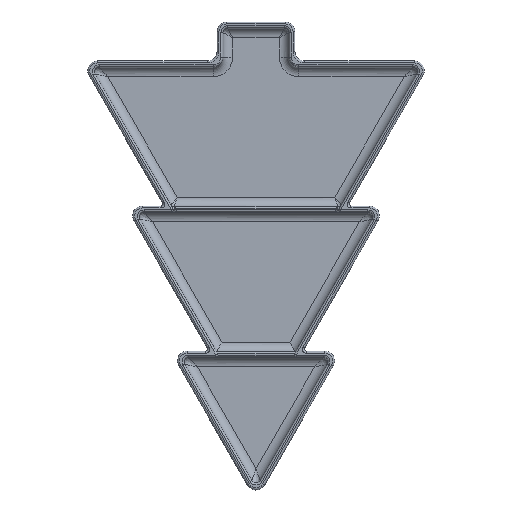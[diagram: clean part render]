
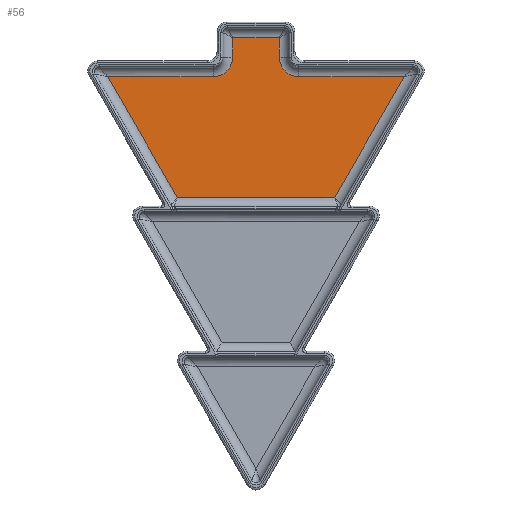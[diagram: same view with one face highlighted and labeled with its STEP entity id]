
A CAD part, top view. The second image highlights one B-rep face of the part: STEP entity #56.
In plain terms, the highlighted planar face has unit normal (0, 0, 1).
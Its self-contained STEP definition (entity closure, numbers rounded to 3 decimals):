
#56=ADVANCED_FACE('',(#273),#275,.T.);
#273=FACE_BOUND('',#274,.T.);
#274=EDGE_LOOP('',(#2508,#2509,#2510,#2511,#2512,#2513,#2514,#2515,#2516,#2517));
#275=PLANE('',#276);
#276=AXIS2_PLACEMENT_3D('',#277,#278,#279);
#277=CARTESIAN_POINT('',(0.,0.,5.));
#278=DIRECTION('',(0.,0.,1.));
#279=DIRECTION('',(-1.,0.,0.));
#2508=ORIENTED_EDGE('',*,*,#3398,.T.);
#2509=ORIENTED_EDGE('',*,*,#3399,.T.);
#2510=ORIENTED_EDGE('',*,*,#3400,.F.);
#2511=ORIENTED_EDGE('',*,*,#3401,.T.);
#2512=ORIENTED_EDGE('',*,*,#3402,.T.);
#2513=ORIENTED_EDGE('',*,*,#3403,.F.);
#2514=ORIENTED_EDGE('',*,*,#3404,.T.);
#2515=ORIENTED_EDGE('',*,*,#3405,.T.);
#2516=ORIENTED_EDGE('',*,*,#3406,.F.);
#2517=ORIENTED_EDGE('',*,*,#3407,.T.);
#3398=EDGE_CURVE('',#3863,#3864,#3865,.T.);
#3399=EDGE_CURVE('',#3864,#3866,#3867,.T.);
#3400=EDGE_CURVE('',#3868,#3866,#3869,.F.);
#3401=EDGE_CURVE('',#3868,#3870,#3871,.T.);
#3402=EDGE_CURVE('',#3870,#3872,#3873,.T.);
#3403=EDGE_CURVE('',#3874,#3872,#3875,.T.);
#3404=EDGE_CURVE('',#3874,#3876,#3877,.T.);
#3405=EDGE_CURVE('',#3876,#3878,#3879,.T.);
#3406=EDGE_CURVE('',#3880,#3878,#3881,.F.);
#3407=EDGE_CURVE('',#3880,#3863,#3882,.T.);
#3863=VERTEX_POINT('',#4597);
#3864=VERTEX_POINT('',#4598);
#3865=LINE('',#4599,#4600);
#3866=VERTEX_POINT('',#4602);
#3867=LINE('',#4603,#4604);
#3868=VERTEX_POINT('',#4606);
#3869=CIRCLE('',#4607,10.);
#3870=VERTEX_POINT('',#4611);
#3871=LINE('',#4612,#4613);
#3872=VERTEX_POINT('',#4615);
#3873=LINE('',#4616,#4617);
#3874=VERTEX_POINT('',#4619);
#3875=LINE('',#4620,#4621);
#3876=VERTEX_POINT('',#4623);
#3877=LINE('',#4624,#4625);
#3878=VERTEX_POINT('',#4627);
#3879=LINE('',#4628,#4629);
#3880=VERTEX_POINT('',#4631);
#3881=CIRCLE('',#4632,10.);
#3882=LINE('',#4636,#4637);
#4597=CARTESIAN_POINT('',(12.,122.,5.));
#4598=CARTESIAN_POINT('',(-12.,122.,5.));
#4599=CARTESIAN_POINT('',(12.,122.,5.));
#4600=VECTOR('',#4601,1.);
#4601=DIRECTION('',(-1.,0.,0.));
#4602=CARTESIAN_POINT('',(-12.,112.,5.));
#4603=CARTESIAN_POINT('',(-12.,122.,5.));
#4604=VECTOR('',#4605,1.);
#4605=DIRECTION('',(0.,-1.,0.));
#4606=CARTESIAN_POINT('',(-22.,102.,5.));
#4607=AXIS2_PLACEMENT_3D('',#4608,#4609,#4610);
#4608=CARTESIAN_POINT('',(-22.,112.,5.));
#4609=DIRECTION('',(0.,0.,-1.));
#4610=DIRECTION('',(1.,0.,0.));
#4611=CARTESIAN_POINT('',(-76.144,102.,5.));
#4612=CARTESIAN_POINT('',(-22.,102.,5.));
#4613=VECTOR('',#4614,1.);
#4614=DIRECTION('',(-1.,0.,0.));
#4615=CARTESIAN_POINT('',(-40.417,40.12,5.));
#4616=CARTESIAN_POINT('',(-76.144,102.,5.));
#4617=VECTOR('',#4618,1.);
#4618=DIRECTION('',(0.5,-0.866,0.));
#4619=CARTESIAN_POINT('',(40.417,40.12,5.));
#4620=CARTESIAN_POINT('',(40.417,40.12,5.));
#4621=VECTOR('',#4622,1.);
#4622=DIRECTION('',(-1.,0.,0.));
#4623=CARTESIAN_POINT('',(76.144,102.,5.));
#4624=CARTESIAN_POINT('',(40.417,40.12,5.));
#4625=VECTOR('',#4626,1.);
#4626=DIRECTION('',(0.5,0.866,0.));
#4627=CARTESIAN_POINT('',(22.,102.,5.));
#4628=CARTESIAN_POINT('',(76.144,102.,5.));
#4629=VECTOR('',#4630,1.);
#4630=DIRECTION('',(-1.,0.,0.));
#4631=CARTESIAN_POINT('',(12.,112.,5.));
#4632=AXIS2_PLACEMENT_3D('',#4633,#4634,#4635);
#4633=CARTESIAN_POINT('',(22.,112.,5.));
#4634=DIRECTION('',(0.,0.,-1.));
#4635=DIRECTION('',(0.,-1.,0.));
#4636=CARTESIAN_POINT('',(12.,112.,5.));
#4637=VECTOR('',#4638,1.);
#4638=DIRECTION('',(0.,1.,0.));
